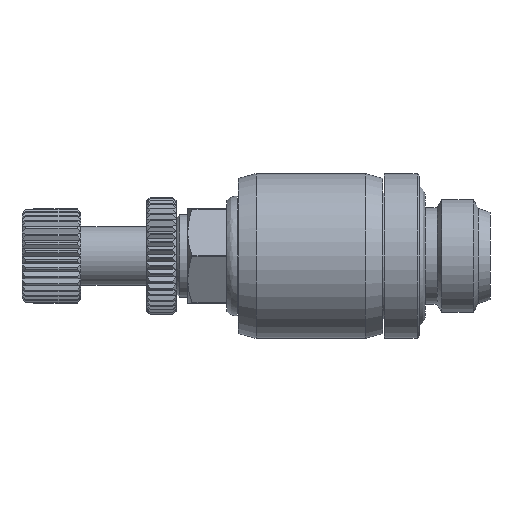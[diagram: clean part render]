
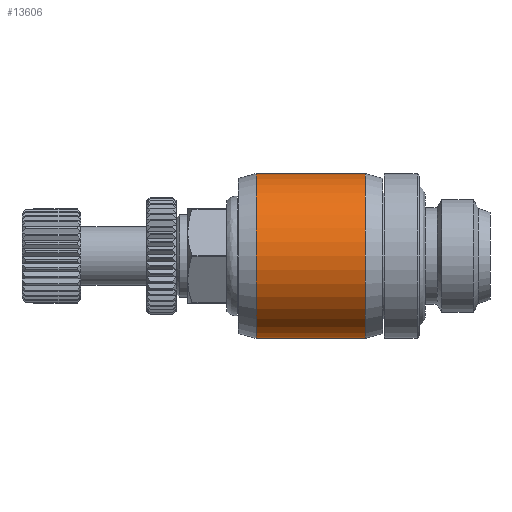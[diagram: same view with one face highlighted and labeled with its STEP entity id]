
A CAD part, left-side view. The second image highlights one B-rep face of the part: STEP entity #13606.
In plain terms, the highlighted cylindrical face has radius 7 mm (diameter 14 mm), a partial arc.
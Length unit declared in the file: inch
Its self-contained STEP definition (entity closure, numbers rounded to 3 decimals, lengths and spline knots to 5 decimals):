
#54 = LINE ( 'NONE', #11223, #398 ) ;
#398 = VECTOR ( 'NONE', #1261, 39.37008 ) ;
#1261 = DIRECTION ( 'NONE',  ( 0., 1., 0. ) ) ;
#1485 = EDGE_CURVE ( 'NONE', #3111, #5397, #3501, .T. ) ;
#1583 = AXIS2_PLACEMENT_3D ( 'NONE', #3409, #11165, #4531 ) ;
#2600 = DIRECTION ( 'NONE',  ( 0., 0., 1. ) ) ;
#2858 = EDGE_CURVE ( 'NONE', #12304, #2995, #4178, .T. ) ;
#2995 = VERTEX_POINT ( 'NONE', #4733 ) ;
#3023 = CARTESIAN_POINT ( 'NONE',  ( 0., 0.60039, 0.27559 ) ) ;
#3111 = VERTEX_POINT ( 'NONE', #9383 ) ;
#3409 = CARTESIAN_POINT ( 'NONE',  ( 0., 0.78346, 0. ) ) ;
#3501 = CIRCLE ( 'NONE', #3974, 0.27559 ) ;
#3974 = AXIS2_PLACEMENT_3D ( 'NONE', #11051, #4422, #12182 ) ;
#4178 = CIRCLE ( 'NONE', #1583, 0.27559 ) ;
#4422 = DIRECTION ( 'NONE',  ( 0., 1., 0. ) ) ;
#4531 = DIRECTION ( 'NONE',  ( 0., 0., 1. ) ) ;
#4569 = ORIENTED_EDGE ( 'NONE', *, *, #10184, .T. ) ;
#4733 = CARTESIAN_POINT ( 'NONE',  ( 0., 0.78346, -0.27559 ) ) ;
#5257 = CYLINDRICAL_SURFACE ( 'NONE', #7852, 0.27559 ) ;
#5397 = VERTEX_POINT ( 'NONE', #7696 ) ;
#7020 = ORIENTED_EDGE ( 'NONE', *, *, #12886, .F. ) ;
#7696 = CARTESIAN_POINT ( 'NONE',  ( 0., 0.41732, 0.27559 ) ) ;
#7852 = AXIS2_PLACEMENT_3D ( 'NONE', #11421, #9278, #2600 ) ;
#8172 = ORIENTED_EDGE ( 'NONE', *, *, #2858, .T. ) ;
#9278 = DIRECTION ( 'NONE',  ( 0., 1., 0. ) ) ;
#9383 = CARTESIAN_POINT ( 'NONE',  ( 0., 0.41732, -0.27559 ) ) ;
#9735 = CARTESIAN_POINT ( 'NONE',  ( 0., 0.78346, 0.27559 ) ) ;
#10184 = EDGE_CURVE ( 'NONE', #5397, #12304, #10671, .T. ) ;
#10406 = ORIENTED_EDGE ( 'NONE', *, *, #1485, .T. ) ;
#10671 = LINE ( 'NONE', #3023, #12055 ) ;
#10786 = DIRECTION ( 'NONE',  ( 0., 1., 0. ) ) ;
#11051 = CARTESIAN_POINT ( 'NONE',  ( 0., 0.41732, 0. ) ) ;
#11143 = FACE_OUTER_BOUND ( 'NONE', #12649, .T. ) ;
#11165 = DIRECTION ( 'NONE',  ( 0., -1., 0. ) ) ;
#11223 = CARTESIAN_POINT ( 'NONE',  ( 0., 0.60039, -0.27559 ) ) ;
#11421 = CARTESIAN_POINT ( 'NONE',  ( 0., 0.60039, 0. ) ) ;
#12055 = VECTOR ( 'NONE', #10786, 39.37008 ) ;
#12182 = DIRECTION ( 'NONE',  ( 0., 0., 1. ) ) ;
#12304 = VERTEX_POINT ( 'NONE', #9735 ) ;
#12649 = EDGE_LOOP ( 'NONE', ( #7020, #10406, #4569, #8172 ) ) ;
#12886 = EDGE_CURVE ( 'NONE', #3111, #2995, #54, .T. ) ;
#13606 = ADVANCED_FACE ( 'NONE', ( #11143 ), #5257, .T. ) ;
